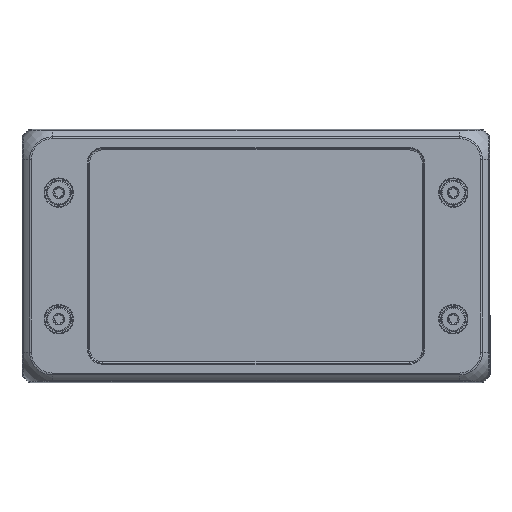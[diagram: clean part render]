
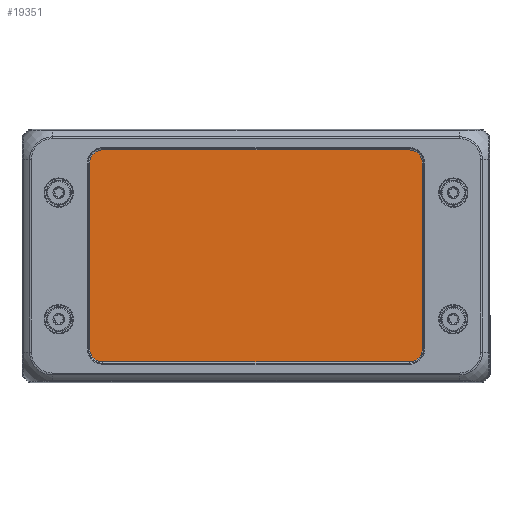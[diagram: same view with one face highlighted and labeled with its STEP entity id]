
A CAD part, top view. The second image highlights one B-rep face of the part: STEP entity #19351.
In plain terms, the highlighted planar face has unit normal (0, 0, 1).
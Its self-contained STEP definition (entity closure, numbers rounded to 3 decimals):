
#593=ELLIPSE('',#21477,4.501,4.5);
#595=ELLIPSE('',#21482,4.501,4.5);
#597=ELLIPSE('',#21487,4.501,4.5);
#598=ELLIPSE('',#21490,4.501,4.5);
#2958=FACE_OUTER_BOUND('',#4258,.T.);
#4258=EDGE_LOOP('',(#16335,#16336,#16337,#16338,#16339,#16340,#16341,#16342));
#6354=LINE('',#71693,#7306);
#6357=LINE('',#71747,#7309);
#6359=LINE('',#71798,#7311);
#6361=LINE('',#71849,#7313);
#7306=VECTOR('',#26159,10.);
#7309=VECTOR('',#26174,10.);
#7311=VECTOR('',#26186,10.);
#7313=VECTOR('',#26198,10.);
#8797=VERTEX_POINT('',#71690);
#8798=VERTEX_POINT('',#71692);
#8800=VERTEX_POINT('',#71737);
#8802=VERTEX_POINT('',#71743);
#8804=VERTEX_POINT('',#71788);
#8806=VERTEX_POINT('',#71794);
#8808=VERTEX_POINT('',#71839);
#8810=VERTEX_POINT('',#71845);
#11339=EDGE_CURVE('',#8797,#8798,#6354,.T.);
#11344=EDGE_CURVE('',#8798,#8800,#593,.T.);
#11347=EDGE_CURVE('',#8800,#8802,#6357,.T.);
#11350=EDGE_CURVE('',#8802,#8804,#595,.T.);
#11353=EDGE_CURVE('',#8804,#8806,#6359,.T.);
#11356=EDGE_CURVE('',#8806,#8808,#597,.T.);
#11359=EDGE_CURVE('',#8808,#8810,#6361,.T.);
#11360=EDGE_CURVE('',#8810,#8797,#598,.T.);
#16335=ORIENTED_EDGE('',*,*,#11339,.F.);
#16336=ORIENTED_EDGE('',*,*,#11360,.F.);
#16337=ORIENTED_EDGE('',*,*,#11359,.F.);
#16338=ORIENTED_EDGE('',*,*,#11356,.F.);
#16339=ORIENTED_EDGE('',*,*,#11353,.F.);
#16340=ORIENTED_EDGE('',*,*,#11350,.F.);
#16341=ORIENTED_EDGE('',*,*,#11347,.F.);
#16342=ORIENTED_EDGE('',*,*,#11344,.F.);
#17617=PLANE('',#21498);
#19351=ADVANCED_FACE('',(#2958),#17617,.F.);
#21477=AXIS2_PLACEMENT_3D('',#71741,#26167,#26168);
#21482=AXIS2_PLACEMENT_3D('',#71792,#26179,#26180);
#21487=AXIS2_PLACEMENT_3D('',#71843,#26191,#26192);
#21490=AXIS2_PLACEMENT_3D('',#71890,#26199,#26200);
#21498=AXIS2_PLACEMENT_3D('',#71910,#26222,#26223);
#26159=DIRECTION('',(-1.,0.,0.));
#26167=DIRECTION('center_axis',(0.,0.,-1.));
#26168=DIRECTION('ref_axis',(-0.707,-0.707,0.));
#26174=DIRECTION('',(0.,1.,0.));
#26179=DIRECTION('center_axis',(0.,0.,-1.));
#26180=DIRECTION('ref_axis',(-0.707,0.707,0.));
#26186=DIRECTION('',(1.,0.,0.));
#26191=DIRECTION('center_axis',(0.,0.,-1.));
#26192=DIRECTION('ref_axis',(0.707,0.707,0.));
#26198=DIRECTION('',(0.,-1.,0.));
#26199=DIRECTION('center_axis',(0.,0.,-1.));
#26200=DIRECTION('ref_axis',(0.707,-0.707,0.));
#26222=DIRECTION('center_axis',(0.,0.,-1.));
#26223=DIRECTION('ref_axis',(-1.,0.,0.));
#71690=CARTESIAN_POINT('',(52.009,-36.009,18.));
#71692=CARTESIAN_POINT('',(-52.009,-36.009,18.));
#71693=CARTESIAN_POINT('',(28.5,-36.009,18.));
#71737=CARTESIAN_POINT('',(-56.509,-31.509,18.));
#71741=CARTESIAN_POINT('Origin',(-52.008,-31.508,18.));
#71743=CARTESIAN_POINT('',(-56.509,31.509,18.));
#71747=CARTESIAN_POINT('',(-56.509,-18.25,18.));
#71788=CARTESIAN_POINT('',(-52.009,36.009,18.));
#71792=CARTESIAN_POINT('Origin',(-52.008,31.508,18.));
#71794=CARTESIAN_POINT('',(52.009,36.009,18.));
#71798=CARTESIAN_POINT('',(-28.5,36.009,18.));
#71839=CARTESIAN_POINT('',(56.509,31.509,18.));
#71843=CARTESIAN_POINT('Origin',(52.008,31.508,18.));
#71845=CARTESIAN_POINT('',(56.509,-31.509,18.));
#71849=CARTESIAN_POINT('',(56.509,18.25,18.));
#71890=CARTESIAN_POINT('Origin',(52.008,-31.508,18.));
#71910=CARTESIAN_POINT('Origin',(0.,0.,18.));
